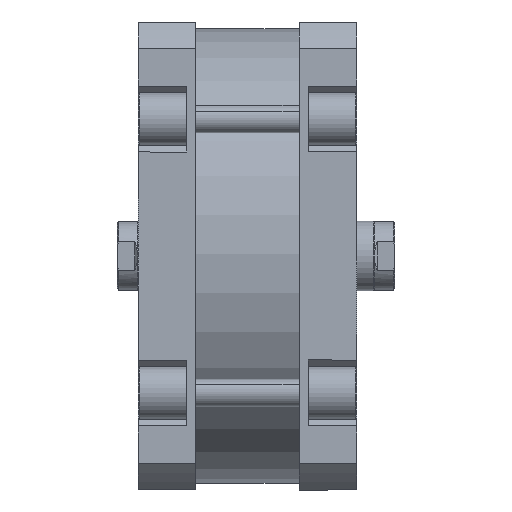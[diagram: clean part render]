
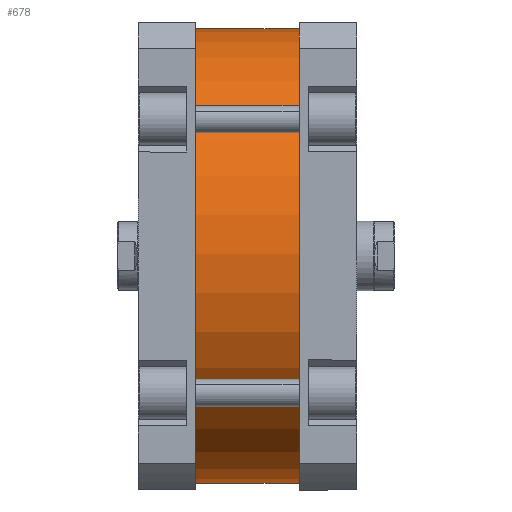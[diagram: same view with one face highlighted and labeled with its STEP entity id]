
A CAD part, front view. The second image highlights one B-rep face of the part: STEP entity #678.
In plain terms, the highlighted cylindrical face has radius 131 mm (diameter 262 mm), a partial arc.
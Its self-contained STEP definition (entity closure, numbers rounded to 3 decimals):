
#197 = AXIS2_PLACEMENT_3D ( 'NONE', #4958, #4952, #4838 ) ;
#265 = AXIS2_PLACEMENT_3D ( 'NONE', #5349, #5350, #5351 ) ;
#275 = AXIS2_PLACEMENT_3D ( 'NONE', #5422, #5423, #5424 ) ;
#493 = VERTEX_POINT ( 'NONE', #3640 ) ;
#678 = ADVANCED_FACE ( 'NONE', ( #834 ), #835, .T. ) ;
#834 = FACE_OUTER_BOUND ( 'NONE', #3988, .T. ) ;
#835 = CYLINDRICAL_SURFACE ( 'NONE', #197, 131. ) ;
#1073 = CIRCLE ( 'NONE', #265, 131. ) ;
#1123 = CIRCLE ( 'NONE', #275, 131. ) ;
#1525 = LINE ( 'NONE', #2076, #1528 ) ;
#1528 = VECTOR ( 'NONE', #2077, 1000. ) ;
#1536 = LINE ( 'NONE', #2093, #1537 ) ;
#1537 = VECTOR ( 'NONE', #2094, 1000. ) ;
#2076 = CARTESIAN_POINT ( 'NONE',  ( 131., 0., 60. ) ) ;
#2077 = DIRECTION ( 'NONE',  ( 0., 0., -1. ) ) ;
#2093 = CARTESIAN_POINT ( 'NONE',  ( -131., 0., 60. ) ) ;
#2094 = DIRECTION ( 'NONE',  ( 0., 0., -1. ) ) ;
#2149 = CARTESIAN_POINT ( 'NONE',  ( 131., 0., 60. ) ) ;
#2173 = CARTESIAN_POINT ( 'NONE',  ( -131., 0., 60. ) ) ;
#2396 = CARTESIAN_POINT ( 'NONE',  ( -131., 0., 0. ) ) ;
#2992 = EDGE_CURVE ( 'NONE', #3462, #3486, #1073, .T. ) ;
#3029 = EDGE_CURVE ( 'NONE', #493, #3710, #1123, .T. ) ;
#3306 = EDGE_CURVE ( 'NONE', #3462, #493, #1525, .T. ) ;
#3312 = EDGE_CURVE ( 'NONE', #3486, #3710, #1536, .T. ) ;
#3462 = VERTEX_POINT ( 'NONE', #2149 ) ;
#3486 = VERTEX_POINT ( 'NONE', #2173 ) ;
#3640 = CARTESIAN_POINT ( 'NONE',  ( 131., 0., 0. ) ) ;
#3710 = VERTEX_POINT ( 'NONE', #2396 ) ;
#3849 = ORIENTED_EDGE ( 'NONE', *, *, #3029, .T. ) ;
#3872 = ORIENTED_EDGE ( 'NONE', *, *, #3306, .T. ) ;
#3876 = ORIENTED_EDGE ( 'NONE', *, *, #2992, .F. ) ;
#3927 = ORIENTED_EDGE ( 'NONE', *, *, #3312, .F. ) ;
#3988 = EDGE_LOOP ( 'NONE', ( #3876, #3872, #3849, #3927 ) ) ;
#4838 = DIRECTION ( 'NONE',  ( -1., 0., 0. ) ) ;
#4952 = DIRECTION ( 'NONE',  ( 0., 0., -1. ) ) ;
#4958 = CARTESIAN_POINT ( 'NONE',  ( 0., 0., 60. ) ) ;
#5349 = CARTESIAN_POINT ( 'NONE',  ( 0., 0., 60. ) ) ;
#5350 = DIRECTION ( 'NONE',  ( 0., 0., 1. ) ) ;
#5351 = DIRECTION ( 'NONE',  ( 1., 0., 0. ) ) ;
#5422 = CARTESIAN_POINT ( 'NONE',  ( 0., 0., 0. ) ) ;
#5423 = DIRECTION ( 'NONE',  ( 0., 0., 1. ) ) ;
#5424 = DIRECTION ( 'NONE',  ( 1., 0., 0. ) ) ;
